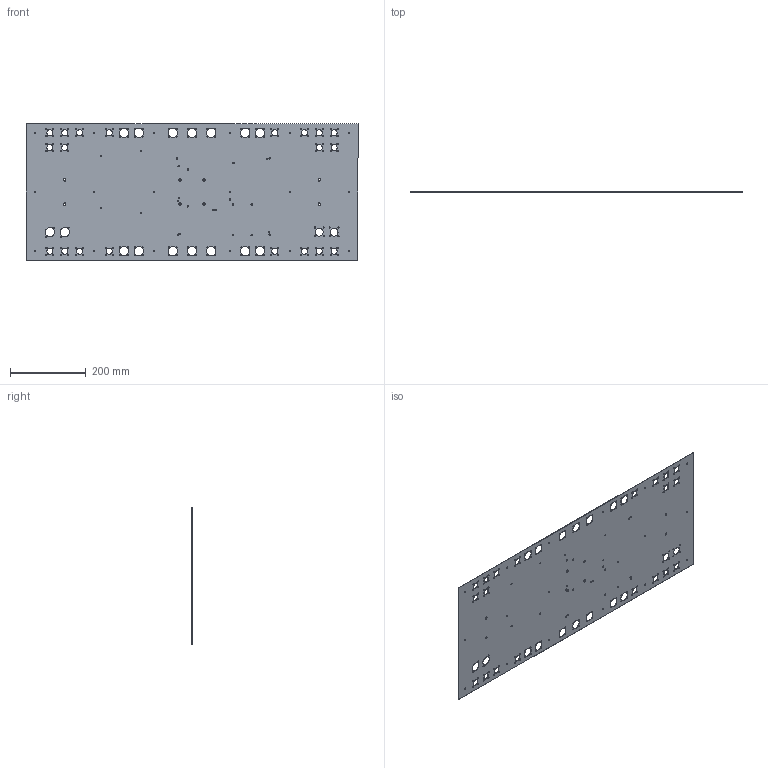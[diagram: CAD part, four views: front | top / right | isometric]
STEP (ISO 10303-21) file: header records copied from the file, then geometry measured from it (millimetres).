
FILE_DESCRIPTION (( 'STEP AP214' ), '1' );
FILE_NAME ('panel1.STEP', '2024-01-29T19:22:10', ( '' ), ( '' ), 'SwSTEP 2.0', 'SolidWorks 2023', '' );
FILE_SCHEMA (( 'AUTOMOTIVE_DESIGN' ));
Length unit declared in the file: millimetre
Products named in the file (1): panel1
Bounding box: 874 x 1.02 x 360 mm (x, y, z)
Volume: 305683.2 mm3; surface area: 608755.6 mm2
Topology: 1 solids, 1 shells, 478 faces, 1428 edges, 952 vertices
Faces by surface type: cylinder 472, plane 6
Entity records: 17643 total; most frequent: DIRECTION 3330, CARTESIAN_POINT 2859, ORIENTED_EDGE 2856, EDGE_CURVE 1428, AXIS2_PLACEMENT_3D 1423, VERTEX_POINT 952, EDGE_LOOP 950, CIRCLE 944
